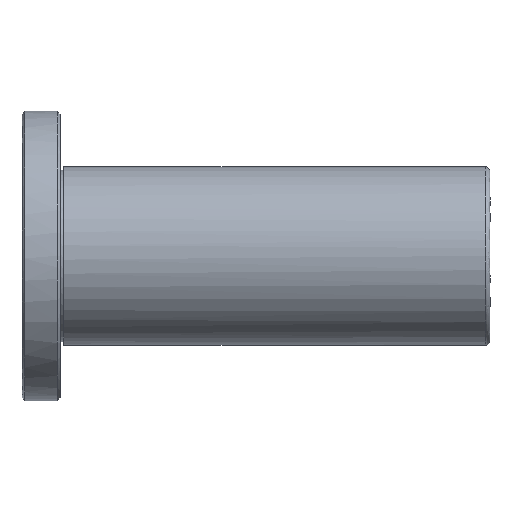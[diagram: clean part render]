
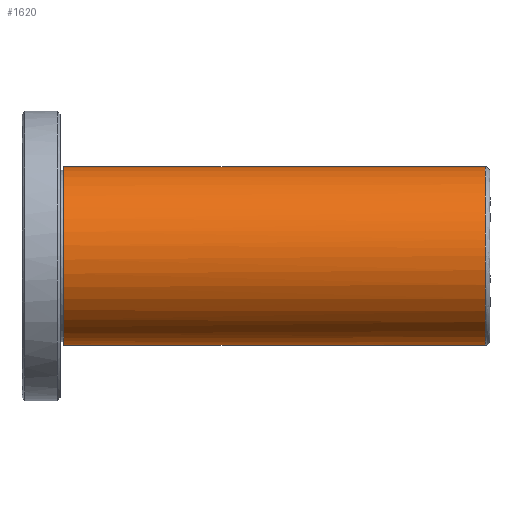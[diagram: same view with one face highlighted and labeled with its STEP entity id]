
A CAD part, top view. The second image highlights one B-rep face of the part: STEP entity #1620.
In plain terms, the highlighted free-form (B-spline) face has degree [3, 1] with [7, 2] control points.
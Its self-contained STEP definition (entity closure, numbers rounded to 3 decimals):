
#850 = CARTESIAN_POINT ('', (11., -23.5, 0.));
#860 = VERTEX_POINT ('', #850);
#870 = CARTESIAN_POINT ('', (11., 23.5, 0.));
#880 = VERTEX_POINT ('', #870);
#890 = CARTESIAN_POINT ('', (11., -23.5, 0.));
#900 = CARTESIAN_POINT ('', (11., -23.5, -47.));
#910 = CARTESIAN_POINT ('', (11., 23.5, -47.));
#920 = CARTESIAN_POINT ('', (11., 23.5, 0.));
#930 = (
   BOUNDED_CURVE ()
   B_SPLINE_CURVE (3, (#890, #900, #910, #920), .UNSPECIFIED., .F., .U.)
   B_SPLINE_CURVE_WITH_KNOTS ((4, 4), (0., 1.), .UNSPECIFIED.)
   CURVE ()
   GEOMETRIC_REPRESENTATION_ITEM ()
   RATIONAL_B_SPLINE_CURVE ((1., 0.333, 0.333, 1.))
   REPRESENTATION_ITEM ('')
);
#940 = EDGE_CURVE ('', #860, #880, #930, .T.);
#960 = CARTESIAN_POINT ('', (11., 23.5, 0.));
#970 = CARTESIAN_POINT ('', (11., 23.5, 47.));
#980 = CARTESIAN_POINT ('', (11., -23.5, 47.));
#990 = CARTESIAN_POINT ('', (11., -23.5, 0.));
#1000 = (
   BOUNDED_CURVE ()
   B_SPLINE_CURVE (3, (#960, #970, #980, #990), .UNSPECIFIED., .F., .U.)
   B_SPLINE_CURVE_WITH_KNOTS ((4, 4), (0., 1.), .UNSPECIFIED.)
   CURVE ()
   GEOMETRIC_REPRESENTATION_ITEM ()
   RATIONAL_B_SPLINE_CURVE ((1., 0.333, 0.333, 1.))
   REPRESENTATION_ITEM ('')
);
#1010 = EDGE_CURVE ('', #880, #860, #1000, .T.);
#1160 = CARTESIAN_POINT ('', (121.75, 23.5, 0.));
#1170 = VERTEX_POINT ('', #1160);
#1180 = CARTESIAN_POINT ('', (121.75, 0., 23.5));
#1190 = VERTEX_POINT ('', #1180);
#1200 = CARTESIAN_POINT ('', (121.75, 23.5, 0.));
#1210 = CARTESIAN_POINT ('', (121.75, 23.5, 15.667));
#1220 = CARTESIAN_POINT ('', (121.75, 11.75, 23.5));
#1230 = CARTESIAN_POINT ('', (121.75, 0., 23.5));
#1240 = (
   BOUNDED_CURVE ()
   B_SPLINE_CURVE (3, (#1200, #1210, #1220, #1230), .UNSPECIFIED., .F., .U.)
   B_SPLINE_CURVE_WITH_KNOTS ((4, 4), (0., 1.), .UNSPECIFIED.)
   CURVE ()
   GEOMETRIC_REPRESENTATION_ITEM ()
   RATIONAL_B_SPLINE_CURVE ((0.478, 0.478, 0.638, 0.957))
   REPRESENTATION_ITEM ('')
);
#1250 = EDGE_CURVE ('', #1170, #1190, #1240, .T.);
#1260 = ORIENTED_EDGE ('', *, *, #1250, .F.);
#1270 = CARTESIAN_POINT ('', (121.75, 23.5, 0.));
#1280 = CARTESIAN_POINT ('', (11., 23.5, 0.));
#1290 = B_SPLINE_CURVE_WITH_KNOTS ('', 1, (#1270, #1280), .UNSPECIFIED., .F., .U., (2, 2), (0., 1.), .UNSPECIFIED.);
#1300 = EDGE_CURVE ('', #1170, #880, #1290, .T.);
#1310 = ORIENTED_EDGE ('', *, *, #1300, .T.);
#1320 = ORIENTED_EDGE ('', *, *, #1010, .T.);
#1330 = ORIENTED_EDGE ('', *, *, #940, .T.);
#1340 = ORIENTED_EDGE ('', *, *, #1300, .F.);
#1350 = CARTESIAN_POINT ('', (121.75, 0., 23.5));
#1360 = CARTESIAN_POINT ('', (121.75, -47., 23.5));
#1370 = CARTESIAN_POINT ('', (121.75, -47., -23.5));
#1380 = CARTESIAN_POINT ('', (121.75, 0., -23.5));
#1390 = CARTESIAN_POINT ('', (121.75, 11.75, -23.5));
#1400 = CARTESIAN_POINT ('', (121.75, 23.5, -15.667));
#1410 = CARTESIAN_POINT ('', (121.75, 23.5, 0.));
#1420 = (
   BOUNDED_CURVE ()
   B_SPLINE_CURVE (3, (#1350, #1360, #1370, #1380, #1390, #1400, #1410), .UNSPECIFIED., .F., .U.)
   B_SPLINE_CURVE_WITH_KNOTS ((4, 3, 4), (0., 0.667, 1.), .UNSPECIFIED.)
   CURVE ()
   GEOMETRIC_REPRESENTATION_ITEM ()
   RATIONAL_B_SPLINE_CURVE ((0.957, 0.319, 0.319, 0.957, 0.638, 0.478, 0.478))
   REPRESENTATION_ITEM ('')
);
#1430 = EDGE_CURVE ('', #1190, #1170, #1420, .T.);
#1440 = ORIENTED_EDGE ('', *, *, #1430, .F.);
#1450 = EDGE_LOOP ('', (#1260, #1310, #1320, #1330, #1340, #1440));
#1460 = FACE_OUTER_BOUND ('', #1450, .T.);
#1470 = CARTESIAN_POINT ('', (11., 23.5, 0.));
#1480 = CARTESIAN_POINT ('', (121.75, 23.5, 0.));
#1490 = CARTESIAN_POINT ('', (11., 23.5, 47.));
#1500 = CARTESIAN_POINT ('', (121.75, 23.5, 47.));
#1510 = CARTESIAN_POINT ('', (11., -23.5, 47.));
#1520 = CARTESIAN_POINT ('', (121.75, -23.5, 47.));
#1530 = CARTESIAN_POINT ('', (11., -23.5, 0.));
#1540 = CARTESIAN_POINT ('', (121.75, -23.5, 0.));
#1550 = CARTESIAN_POINT ('', (11., -23.5, -47.));
#1560 = CARTESIAN_POINT ('', (121.75, -23.5, -47.));
#1570 = CARTESIAN_POINT ('', (11., 23.5, -47.));
#1580 = CARTESIAN_POINT ('', (121.75, 23.5, -47.));
#1590 = CARTESIAN_POINT ('', (11., 23.5, 0.));
#1600 = CARTESIAN_POINT ('', (121.75, 23.5, 0.));
#1610 = (
   BOUNDED_SURFACE ()
   B_SPLINE_SURFACE (3, 1, ((#1470, #1480), (#1490, #1500), (#1510, #1520), (#1530, #1540), (#1550, #1560), (#1570, #1580), (#1590, #1600)), .UNSPECIFIED., .T., .F., .U.)
   B_SPLINE_SURFACE_WITH_KNOTS ((4, 3, 4), (2, 2), (0., 0.5, 1.), (0., 1.), .UNSPECIFIED.)
   SURFACE ()
   GEOMETRIC_REPRESENTATION_ITEM ()
   RATIONAL_B_SPLINE_SURFACE (((1., 1.), (0.333, 0.333), (0.333, 0.333), (1., 1.), (0.333, 0.333), (0.333, 0.333), (1., 1.)))
   REPRESENTATION_ITEM ('')
);
#1620 = ADVANCED_FACE ('', (#1460), #1610, .T.);
